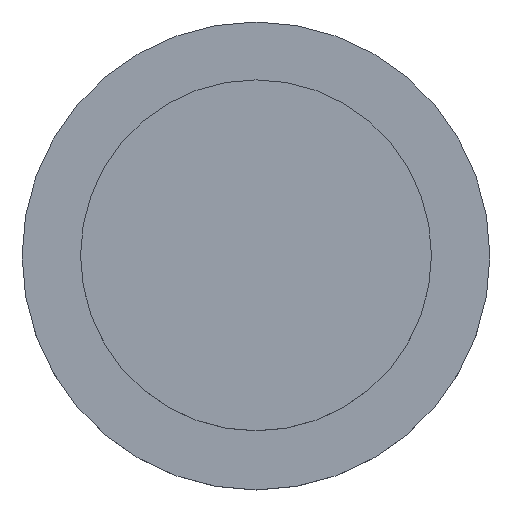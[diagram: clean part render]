
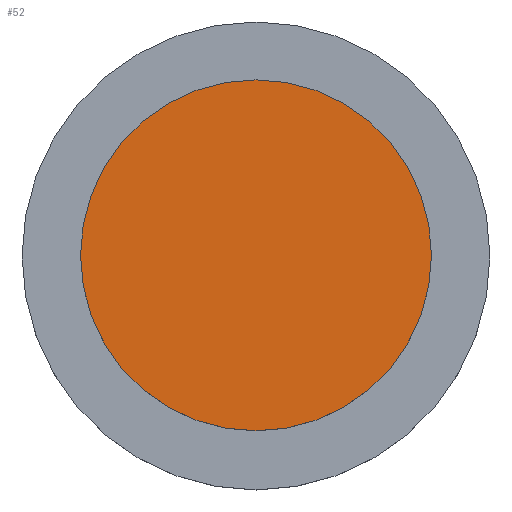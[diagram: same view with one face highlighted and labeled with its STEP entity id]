
A CAD part, top view. The second image highlights one B-rep face of the part: STEP entity #52.
In plain terms, the highlighted planar face has unit normal (0, 0, 1).
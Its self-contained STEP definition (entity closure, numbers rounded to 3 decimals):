
#27=CARTESIAN_POINT('POINT3',(-76.2,0.,89.611));
#28=VERTEX_POINT('VERTEX3',#27);
#29=CARTESIAN_POINT('POINT4',(76.2,0.,89.611));
#30=VERTEX_POINT('VERTEX4',#29);
#31=CARTESIAN_POINT('POS4',(0.,0.,
   89.611));
#32=DIRECTION('DIR7',(0.,0.,1.));
#33=DIRECTION('DIR8',(-1.,0.,0.));
#34=AXIS2_PLACEMENT_3D('AXIS4',#31,#32,#33);
#35=CIRCLE('ELLIPSE3',#34,76.2);
#36=EDGE_CURVE('EDGE3',#28,#30,#35,.T.);
#37=ORIENTED_EDGE('COEDGE3',*,*,#36,.T.);
#38=CARTESIAN_POINT('POS5',(0.,0.,
   89.611));
#39=DIRECTION('DIR9',(0.,0.,1.));
#40=DIRECTION('DIR10',(1.,0.,0.));
#41=AXIS2_PLACEMENT_3D('AXIS5',#38,#39,#40);
#42=CIRCLE('ELLIPSE4',#41,76.2);
#43=EDGE_CURVE('EDGE4',#30,#28,#42,.T.);
#44=ORIENTED_EDGE('COEDGE4',*,*,#43,.T.);
#45=EDGE_LOOP('NONE',(#37,#44));
#46=FACE_BOUND('LOOP1',#45,.T.);
#47=CARTESIAN_POINT('POS6',(0.,0.,89.611));
#48=DIRECTION('DIR11',(0.,0.,1.));
#49=DIRECTION('DIR12',(1.,0.,0.));
#50=AXIS2_PLACEMENT_3D('AXIS6',#47,#48,#49);
#51=PLANE('PLANE2',#50);
#52=ADVANCED_FACE('FACE2',(#46),#51,.T.);
